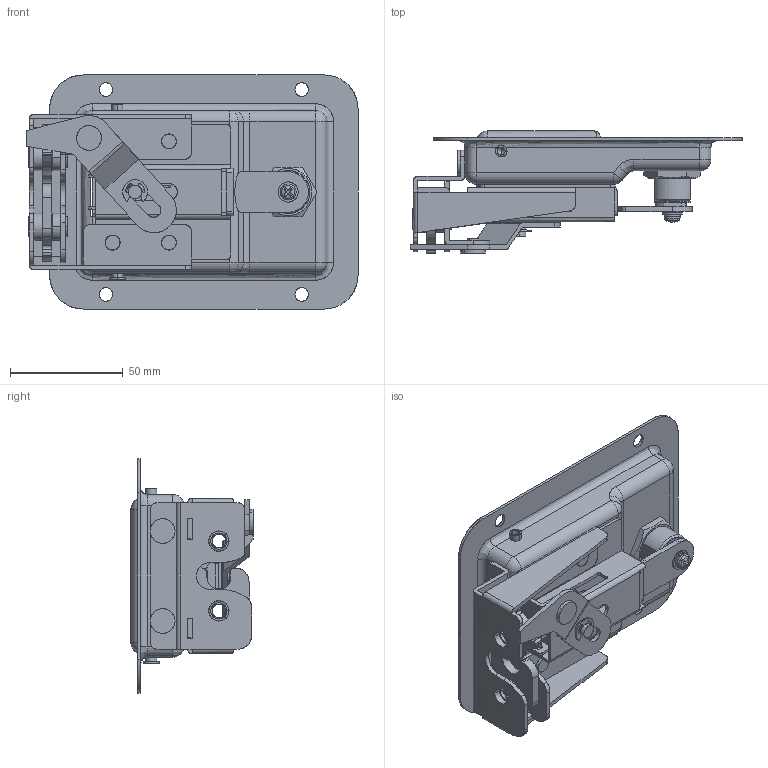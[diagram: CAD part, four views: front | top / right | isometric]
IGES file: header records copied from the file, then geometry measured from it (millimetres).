
Start section: SolidWorks IGES file using analytic representation for surfaces
Global section: file name: A-1882-E-1.IGS,15; native system: HSolidWorks 2018; preprocessor: SolidWorks 2018; author: 1337yo; date: 200210.160833; units: millimetre
Bounding box: 147.5 x 54.3 x 104 mm (x, y, z)
Surface area: 107865 mm2 (no closed solid volume)
Topology: 0 solids, 0 shells, 897 faces, 12825 edges, 12818 vertices
Faces by surface type: revolution 462, bspline 435
